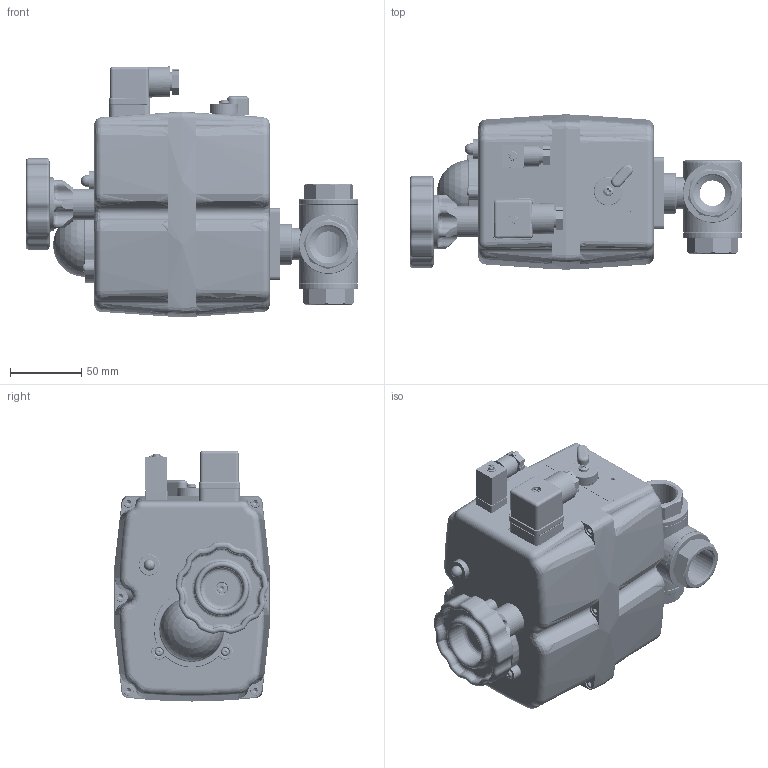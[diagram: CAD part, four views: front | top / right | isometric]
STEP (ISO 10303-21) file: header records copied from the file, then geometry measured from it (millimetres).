
FILE_DESCRIPTION (( 'STEP AP214' ), '1' );
FILE_NAME ('KL103-KT103-3-Wege-Kugelhahn-¾-Zoll-PN63-S20-Elektrischer-Schwenkantrieb-24V-240V-Fergo.STEP', '2023-08-11T07:39:04', ( '' ), ( '' ), 'SwSTEP 2.0', 'SolidWorks 2022', '' );
FILE_SCHEMA (( 'AUTOMOTIVE_DESIGN' ));
Length unit declared in the file: millimetre
Products named in the file (3): KL103-KT103-3-Wege-Kugelhahn-¾-Zoll-PN63-S20-Elektrischer-Schwenkantrieb-24V-240V-Fergo; KL103-KT103-3-Wege-Kugelhahn-¾-Zoll-PN63-FW_Standard; J&J S-20+35
Assembly tree (2 placements, depth 2):
  KL103-KT103-3-Wege-Kugelhahn-¾-Zoll-PN63-S20-Elektrischer-Schwenkantrieb-24V-240V-Fergo
    KL103-KT103-3-Wege-Kugelhahn-¾-Zoll-PN63-FW_Standard
    J&J S-20+35
Bounding box: 232.95 x 108.76 x 176.14 mm (x, y, z)
Volume: 504921.2 mm3; surface area: 310239.4 mm2
Topology: 56 solids, 57 shells, 5137 faces, 12766 edges, 7833 vertices
Faces by surface type: cylinder 1677, plane 1246, cone 1145, torus 618, bspline 321, sphere 130
Entity records: 193520 total; most frequent: CARTESIAN_POINT 70293, DIRECTION 26986, ORIENTED_EDGE 25262, EDGE_CURVE 12632, AXIS2_PLACEMENT_3D 10918, VERTEX_POINT 7827, CIRCLE 6096, EDGE_LOOP 5528
